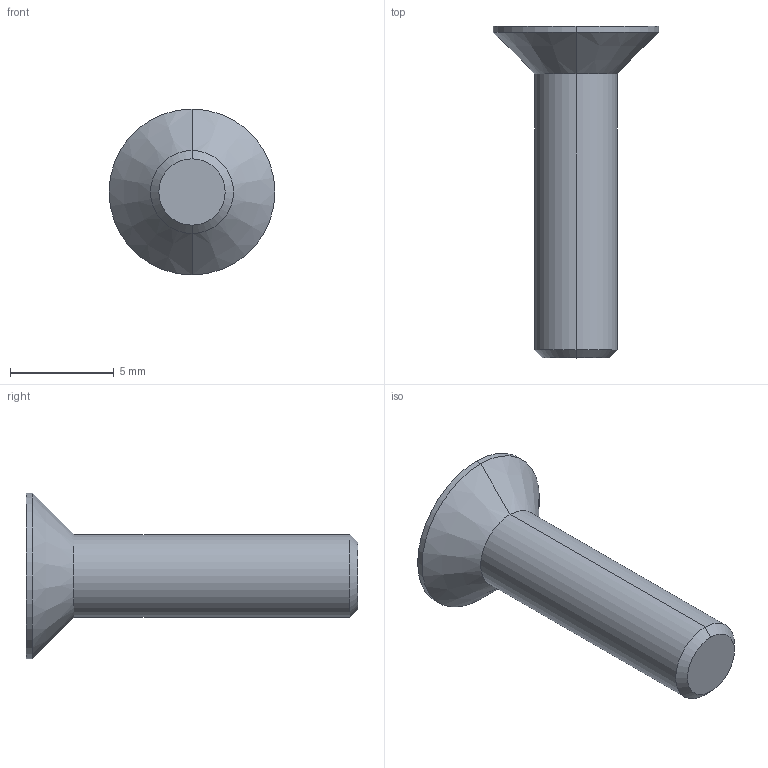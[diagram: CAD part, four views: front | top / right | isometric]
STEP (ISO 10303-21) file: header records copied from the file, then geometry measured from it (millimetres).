
FILE_DESCRIPTION (( 'STEP AP214' ), '1' );
FILE_NAME ('4din7991m0416m.STEP', '2014-08-22T05:48:45', ( '' ), ( '' ), 'SwSTEP 2.0', 'SolidWorks 2014', '' );
FILE_SCHEMA (( 'AUTOMOTIVE_DESIGN' ));
Length unit declared in the file: millimetre
Products named in the file (1): 4din7991m0416m
Bounding box: 8 x 16 x 8 mm (x, y, z)
Volume: 238.3 mm3; surface area: 304.2 mm2
Topology: 1 solids, 1 shells, 30 faces, 64 edges, 35 vertices
Faces by surface type: plane 20, cone 6, cylinder 4
Entity records: 826 total; most frequent: DIRECTION 140, CARTESIAN_POINT 128, ORIENTED_EDGE 124, EDGE_CURVE 62, AXIS2_PLACEMENT_3D 47, LINE 46, VECTOR 46, VERTEX_POINT 35
